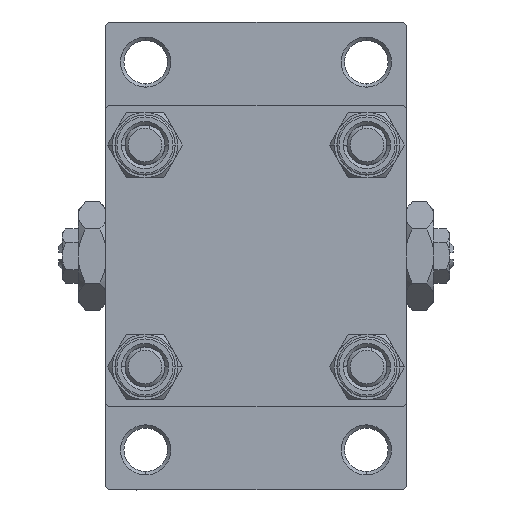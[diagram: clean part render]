
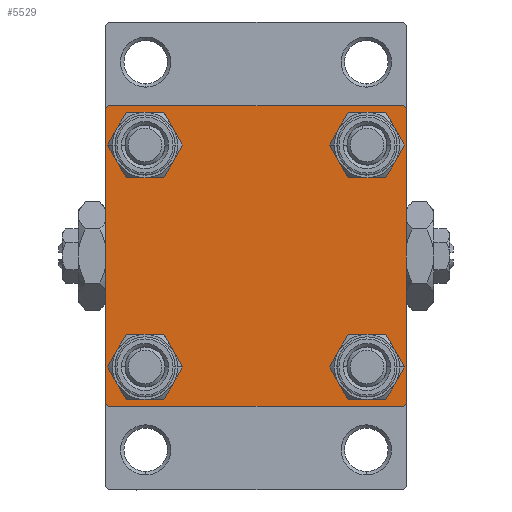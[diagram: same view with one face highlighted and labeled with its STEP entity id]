
A CAD part, left-side view. The second image highlights one B-rep face of the part: STEP entity #5529.
In plain terms, the highlighted planar face has unit normal (-1, 0, 0).
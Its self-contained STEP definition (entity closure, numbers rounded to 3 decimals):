
#425 = VERTEX_POINT ( 'NONE', #19924 ) ;
#792 = CIRCLE ( 'NONE', #23575, 3.5 ) ;
#1065 = VERTEX_POINT ( 'NONE', #13601 ) ;
#1224 = CARTESIAN_POINT ( 'NONE',  ( 0., -22.5, -22. ) ) ;
#1246 = DIRECTION ( 'NONE',  ( 0., -1., 0. ) ) ;
#1333 = EDGE_CURVE ( 'NONE', #5771, #4777, #9364, .T. ) ;
#1423 = CARTESIAN_POINT ( 'NONE',  ( 0., -22., 22.5 ) ) ;
#1535 = DIRECTION ( 'NONE',  ( 0., 0., 1. ) ) ;
#1986 = AXIS2_PLACEMENT_3D ( 'NONE', #33232, #21687, #18241 ) ;
#2158 = CARTESIAN_POINT ( 'NONE',  ( 0., -16.6, 13.1 ) ) ;
#2223 = CARTESIAN_POINT ( 'NONE',  ( 0., 16.6, 20.1 ) ) ;
#2229 = EDGE_LOOP ( 'NONE', ( #46051, #15430 ) ) ;
#2256 = CARTESIAN_POINT ( 'NONE',  ( 0., 22.25, -22.25 ) ) ;
#3309 = DIRECTION ( 'NONE',  ( 0., 0., -1. ) ) ;
#3575 = CIRCLE ( 'NONE', #9857, 3.5 ) ;
#3769 = LINE ( 'NONE', #37223, #36075 ) ;
#3810 = EDGE_CURVE ( 'NONE', #19465, #38035, #3769, .T. ) ;
#4133 = VERTEX_POINT ( 'NONE', #27779 ) ;
#4410 = FACE_BOUND ( 'NONE', #12597, .T. ) ;
#4777 = VERTEX_POINT ( 'NONE', #1423 ) ;
#4923 = DIRECTION ( 'NONE',  ( 1., 0., 0. ) ) ;
#5529 = ADVANCED_FACE ( 'NONE', ( #38327, #18920, #4410, #12268, #15226 ), #30228, .T. ) ;
#5771 = VERTEX_POINT ( 'NONE', #45676 ) ;
#6164 = DIRECTION ( 'NONE',  ( 1., 0., 0. ) ) ;
#7474 = EDGE_CURVE ( 'NONE', #45762, #1065, #45641, .T. ) ;
#7680 = VERTEX_POINT ( 'NONE', #13255 ) ;
#8192 = CARTESIAN_POINT ( 'NONE',  ( 0., 22.25, 22.25 ) ) ;
#8249 = ORIENTED_EDGE ( 'NONE', *, *, #1333, .F. ) ;
#8321 = EDGE_CURVE ( 'NONE', #5771, #48531, #27794, .T. ) ;
#8357 = DIRECTION ( 'NONE',  ( 0., 0.707, 0.707 ) ) ;
#8849 = CARTESIAN_POINT ( 'NONE',  ( 0., -22.25, 22.25 ) ) ;
#8983 = CARTESIAN_POINT ( 'NONE',  ( 0., -16.6, -16.6 ) ) ;
#9364 = LINE ( 'NONE', #16740, #35216 ) ;
#9374 = EDGE_LOOP ( 'NONE', ( #32291, #25977 ) ) ;
#9664 = CARTESIAN_POINT ( 'NONE',  ( 0., 16.6, -20.1 ) ) ;
#9702 = CARTESIAN_POINT ( 'NONE',  ( 0., -22., -22.5 ) ) ;
#9729 = LINE ( 'NONE', #21016, #41666 ) ;
#9857 = AXIS2_PLACEMENT_3D ( 'NONE', #19170, #34396, #45738 ) ;
#10507 = EDGE_CURVE ( 'NONE', #47863, #7680, #37882, .T. ) ;
#10956 = CARTESIAN_POINT ( 'NONE',  ( 0., 16.6, -16.6 ) ) ;
#11260 = EDGE_CURVE ( 'NONE', #4133, #4777, #27054, .T. ) ;
#11541 = DIRECTION ( 'NONE',  ( 0., 0., 1. ) ) ;
#11934 = CIRCLE ( 'NONE', #44133, 3.5 ) ;
#11938 = AXIS2_PLACEMENT_3D ( 'NONE', #47256, #6164, #13303 ) ;
#12268 = FACE_BOUND ( 'NONE', #9374, .T. ) ;
#12597 = EDGE_LOOP ( 'NONE', ( #16520, #23021 ) ) ;
#13255 = CARTESIAN_POINT ( 'NONE',  ( 0., 16.6, 13.1 ) ) ;
#13303 = DIRECTION ( 'NONE',  ( 0., 0., 1. ) ) ;
#13601 = CARTESIAN_POINT ( 'NONE',  ( 0., -16.6, -13.1 ) ) ;
#13628 = VERTEX_POINT ( 'NONE', #35616 ) ;
#15059 = CARTESIAN_POINT ( 'NONE',  ( 0., -16.6, 20.1 ) ) ;
#15226 = FACE_OUTER_BOUND ( 'NONE', #37916, .T. ) ;
#15231 = ORIENTED_EDGE ( 'NONE', *, *, #7474, .T. ) ;
#15430 = ORIENTED_EDGE ( 'NONE', *, *, #37321, .T. ) ;
#15848 = DIRECTION ( 'NONE',  ( 1., 0., 0. ) ) ;
#16520 = ORIENTED_EDGE ( 'NONE', *, *, #36083, .T. ) ;
#16740 = CARTESIAN_POINT ( 'NONE',  ( 0., 22.5, 22.5 ) ) ;
#16765 = VECTOR ( 'NONE', #45894, 1000. ) ;
#17505 = LINE ( 'NONE', #2256, #22660 ) ;
#17865 = EDGE_CURVE ( 'NONE', #425, #25995, #17505, .T. ) ;
#18241 = DIRECTION ( 'NONE',  ( 0., 0., 1. ) ) ;
#18920 = FACE_BOUND ( 'NONE', #26022, .T. ) ;
#19170 = CARTESIAN_POINT ( 'NONE',  ( 0., -16.6, 16.6 ) ) ;
#19398 = DIRECTION ( 'NONE',  ( -1., 0., 0. ) ) ;
#19465 = VERTEX_POINT ( 'NONE', #9702 ) ;
#19924 = CARTESIAN_POINT ( 'NONE',  ( 0., 22.5, -22. ) ) ;
#20773 = DIRECTION ( 'NONE',  ( 0., 0., 1. ) ) ;
#21016 = CARTESIAN_POINT ( 'NONE',  ( 0., 22.5, 22.5 ) ) ;
#21540 = EDGE_CURVE ( 'NONE', #7680, #47863, #792, .T. ) ;
#21687 = DIRECTION ( 'NONE',  ( 1., 0., 0. ) ) ;
#22323 = EDGE_CURVE ( 'NONE', #48531, #425, #9729, .T. ) ;
#22660 = VECTOR ( 'NONE', #31527, 1000. ) ;
#23021 = ORIENTED_EDGE ( 'NONE', *, *, #28931, .T. ) ;
#23564 = LINE ( 'NONE', #27263, #40150 ) ;
#23575 = AXIS2_PLACEMENT_3D ( 'NONE', #35211, #46055, #1535 ) ;
#23758 = VECTOR ( 'NONE', #8357, 1000. ) ;
#23779 = CARTESIAN_POINT ( 'NONE',  ( 0., -16.6, -20.1 ) ) ;
#24429 = AXIS2_PLACEMENT_3D ( 'NONE', #38604, #4923, #42285 ) ;
#25314 = AXIS2_PLACEMENT_3D ( 'NONE', #34292, #15848, #40534 ) ;
#25530 = EDGE_CURVE ( 'NONE', #45218, #39269, #38640, .T. ) ;
#25901 = AXIS2_PLACEMENT_3D ( 'NONE', #45235, #19398, #11541 ) ;
#25977 = ORIENTED_EDGE ( 'NONE', *, *, #21540, .T. ) ;
#25995 = VERTEX_POINT ( 'NONE', #39266 ) ;
#26022 = EDGE_LOOP ( 'NONE', ( #28084, #15231 ) ) ;
#26282 = CIRCLE ( 'NONE', #41979, 3.5 ) ;
#26874 = ORIENTED_EDGE ( 'NONE', *, *, #27395, .T. ) ;
#26967 = LINE ( 'NONE', #34330, #16765 ) ;
#27054 = LINE ( 'NONE', #8849, #23758 ) ;
#27263 = CARTESIAN_POINT ( 'NONE',  ( 0., 22.5, -22.5 ) ) ;
#27395 = EDGE_CURVE ( 'NONE', #25995, #19465, #23564, .T. ) ;
#27683 = DIRECTION ( 'NONE',  ( 1., 0., 0. ) ) ;
#27779 = CARTESIAN_POINT ( 'NONE',  ( 0., -22.5, 22. ) ) ;
#27794 = LINE ( 'NONE', #8192, #37813 ) ;
#28084 = ORIENTED_EDGE ( 'NONE', *, *, #34720, .T. ) ;
#28753 = ORIENTED_EDGE ( 'NONE', *, *, #22323, .T. ) ;
#28931 = EDGE_CURVE ( 'NONE', #39963, #13628, #11934, .T. ) ;
#29104 = CARTESIAN_POINT ( 'NONE',  ( 0., 22.5, 22. ) ) ;
#29480 = CIRCLE ( 'NONE', #1986, 3.5 ) ;
#29983 = ORIENTED_EDGE ( 'NONE', *, *, #11260, .T. ) ;
#30228 = PLANE ( 'NONE',  #25901 ) ;
#31527 = DIRECTION ( 'NONE',  ( 0., -0.707, -0.707 ) ) ;
#32291 = ORIENTED_EDGE ( 'NONE', *, *, #10507, .T. ) ;
#32330 = EDGE_CURVE ( 'NONE', #4133, #38035, #26967, .T. ) ;
#33232 = CARTESIAN_POINT ( 'NONE',  ( 0., 16.6, -16.6 ) ) ;
#33757 = DIRECTION ( 'NONE',  ( 0., -0.707, 0.707 ) ) ;
#34218 = ORIENTED_EDGE ( 'NONE', *, *, #17865, .T. ) ;
#34292 = CARTESIAN_POINT ( 'NONE',  ( 0., 16.6, 16.6 ) ) ;
#34330 = CARTESIAN_POINT ( 'NONE',  ( 0., -22.5, 22.5 ) ) ;
#34396 = DIRECTION ( 'NONE',  ( 1., 0., 0. ) ) ;
#34720 = EDGE_CURVE ( 'NONE', #1065, #45762, #26282, .T. ) ;
#34875 = DIRECTION ( 'NONE',  ( 0., -1., 0. ) ) ;
#35211 = CARTESIAN_POINT ( 'NONE',  ( 0., 16.6, 16.6 ) ) ;
#35216 = VECTOR ( 'NONE', #1246, 1000. ) ;
#35616 = CARTESIAN_POINT ( 'NONE',  ( 0., 16.6, -13.1 ) ) ;
#36075 = VECTOR ( 'NONE', #33757, 1000. ) ;
#36083 = EDGE_CURVE ( 'NONE', #13628, #39963, #29480, .T. ) ;
#37028 = DIRECTION ( 'NONE',  ( 0., 0., 1. ) ) ;
#37223 = CARTESIAN_POINT ( 'NONE',  ( 0., -22.25, -22.25 ) ) ;
#37321 = EDGE_CURVE ( 'NONE', #39269, #45218, #3575, .T. ) ;
#37813 = VECTOR ( 'NONE', #41388, 1000. ) ;
#37882 = CIRCLE ( 'NONE', #25314, 3.5 ) ;
#37916 = EDGE_LOOP ( 'NONE', ( #28753, #34218, #26874, #46704, #43000, #29983, #8249, #40012 ) ) ;
#38035 = VERTEX_POINT ( 'NONE', #1224 ) ;
#38327 = FACE_BOUND ( 'NONE', #2229, .T. ) ;
#38604 = CARTESIAN_POINT ( 'NONE',  ( 0., -16.6, -16.6 ) ) ;
#38640 = CIRCLE ( 'NONE', #11938, 3.5 ) ;
#39266 = CARTESIAN_POINT ( 'NONE',  ( 0., 22., -22.5 ) ) ;
#39269 = VERTEX_POINT ( 'NONE', #2158 ) ;
#39963 = VERTEX_POINT ( 'NONE', #9664 ) ;
#40012 = ORIENTED_EDGE ( 'NONE', *, *, #8321, .T. ) ;
#40150 = VECTOR ( 'NONE', #34875, 1000. ) ;
#40534 = DIRECTION ( 'NONE',  ( 0., 0., 1. ) ) ;
#41195 = DIRECTION ( 'NONE',  ( 1., 0., 0. ) ) ;
#41388 = DIRECTION ( 'NONE',  ( 0., 0.707, -0.707 ) ) ;
#41666 = VECTOR ( 'NONE', #3309, 1000. ) ;
#41979 = AXIS2_PLACEMENT_3D ( 'NONE', #8983, #27683, #20773 ) ;
#42285 = DIRECTION ( 'NONE',  ( 0., 0., 1. ) ) ;
#43000 = ORIENTED_EDGE ( 'NONE', *, *, #32330, .F. ) ;
#44133 = AXIS2_PLACEMENT_3D ( 'NONE', #10956, #41195, #37028 ) ;
#45218 = VERTEX_POINT ( 'NONE', #15059 ) ;
#45235 = CARTESIAN_POINT ( 'NONE',  ( 0., 0., 0. ) ) ;
#45641 = CIRCLE ( 'NONE', #24429, 3.5 ) ;
#45676 = CARTESIAN_POINT ( 'NONE',  ( 0., 22., 22.5 ) ) ;
#45738 = DIRECTION ( 'NONE',  ( 0., 0., 1. ) ) ;
#45762 = VERTEX_POINT ( 'NONE', #23779 ) ;
#45894 = DIRECTION ( 'NONE',  ( 0., 0., -1. ) ) ;
#46051 = ORIENTED_EDGE ( 'NONE', *, *, #25530, .T. ) ;
#46055 = DIRECTION ( 'NONE',  ( 1., 0., 0. ) ) ;
#46704 = ORIENTED_EDGE ( 'NONE', *, *, #3810, .T. ) ;
#47256 = CARTESIAN_POINT ( 'NONE',  ( 0., -16.6, 16.6 ) ) ;
#47863 = VERTEX_POINT ( 'NONE', #2223 ) ;
#48531 = VERTEX_POINT ( 'NONE', #29104 ) ;
